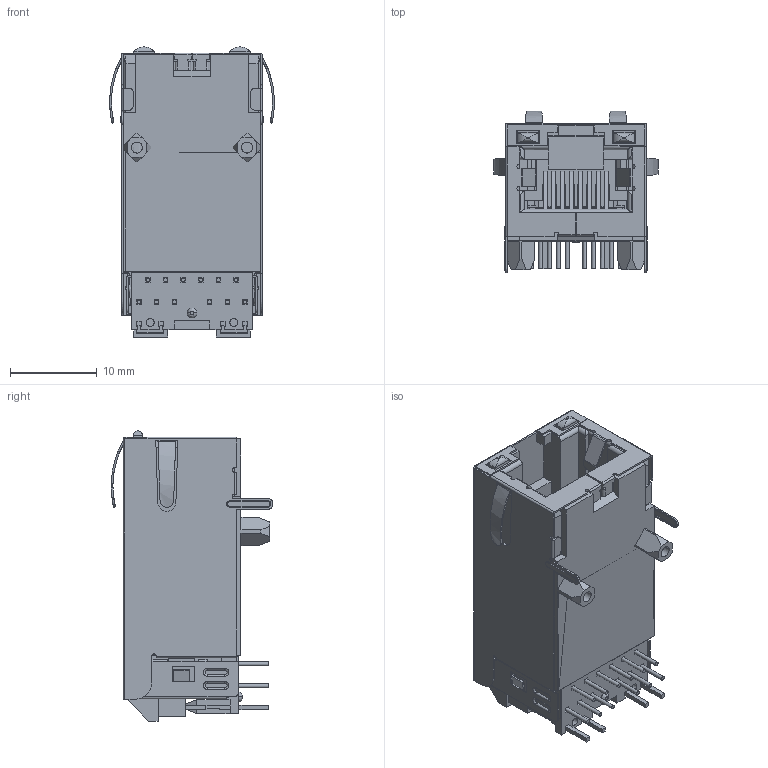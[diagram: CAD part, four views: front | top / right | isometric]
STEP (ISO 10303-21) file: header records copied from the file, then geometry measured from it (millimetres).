
FILE_DESCRIPTION(/* description */ ('STEP AP214'),/* implementation_level */ '2;1');
FILE_NAME(/* name */ '0826-1X1T-32-F',/* time_stamp */ '2023-09-09T12:48:15+02:00',/* author */ ('License CC BY-ND 4.0'),/* organization */ ('CADENAS'),/* preprocessor_version */ 'ST-DEVELOPER v19.3',/* originating_system */ 'PARTsolutions',/* authorisation */ ' ');
FILE_SCHEMA (('AUTOMOTIVE_DESIGN {1 0 10303 214 3 1 1}'));
Length unit declared in the file: inch
Products named in the file (22): 0826-1X1T-32-F; 0826-1X1T-32-F_PART21; 0826-1X1T-32-F_PART20; 0826-1X1T-32-F_PART19; 0826-1X1T-32-F_PART18; 0826-1X1T-32-F_PART17; 0826-1X1T-32-F_PART16; 0826-1X1T-32-F_PART15; 0826-1X1T-32-F_PART14; 0826-1X1T-32-F_PART13; 0826-1X1T-32-F_PART12; 0826-1X1T-32-F_PART11; 0826-1X1T-32-F_PART10; 0826-1X1T-32-F_PART9; 0826-1X1T-32-F_PART8; 0826-1X1T-32-F_PART7; 0826-1X1T-32-F_PART6; 0826-1X1T-32-F_PART5; 0826-1X1T-32-F_PART4; 0826-1X1T-32-F_PART3; 0826-1X1T-32-F_PART2; 0826-1X1T-32-F_PART1
Assembly tree (21 placements, depth 2):
  0826-1X1T-32-F
    0826-1X1T-32-F_PART21
    0826-1X1T-32-F_PART20
    0826-1X1T-32-F_PART19
    0826-1X1T-32-F_PART18
    0826-1X1T-32-F_PART17
    0826-1X1T-32-F_PART16
    0826-1X1T-32-F_PART15
    0826-1X1T-32-F_PART14
    0826-1X1T-32-F_PART13
    0826-1X1T-32-F_PART12
    0826-1X1T-32-F_PART11
    0826-1X1T-32-F_PART10
    0826-1X1T-32-F_PART9
    0826-1X1T-32-F_PART8
    0826-1X1T-32-F_PART7
    0826-1X1T-32-F_PART6
    0826-1X1T-32-F_PART5
    0826-1X1T-32-F_PART4
    0826-1X1T-32-F_PART3
    0826-1X1T-32-F_PART2
    0826-1X1T-32-F_PART1
Bounding box: 19 x 18.64 x 33.4 mm (x, y, z)
Volume: 105 mm3; surface area: 8964.7 mm2
Topology: 12 solids, 109 shells, 1469 faces, 4489 edges, 3014 vertices
Faces by surface type: plane 1141, cylinder 265, bspline 30, torus 26, cone 5, sphere 2
Full cylindrical faces by diameter (mm): 0.457 x12, 0.914 x2, 1.27 x3, 1.524 x1
Entity records: 50689 total; most frequent: CARTESIAN_POINT 14517, ORIENTED_EDGE 7671, DIRECTION 5955, EDGE_CURVE 4447, VERTEX_POINT 2994, LINE 2001, VECTOR 2001, AXIS2_PLACEMENT_3D 1977
